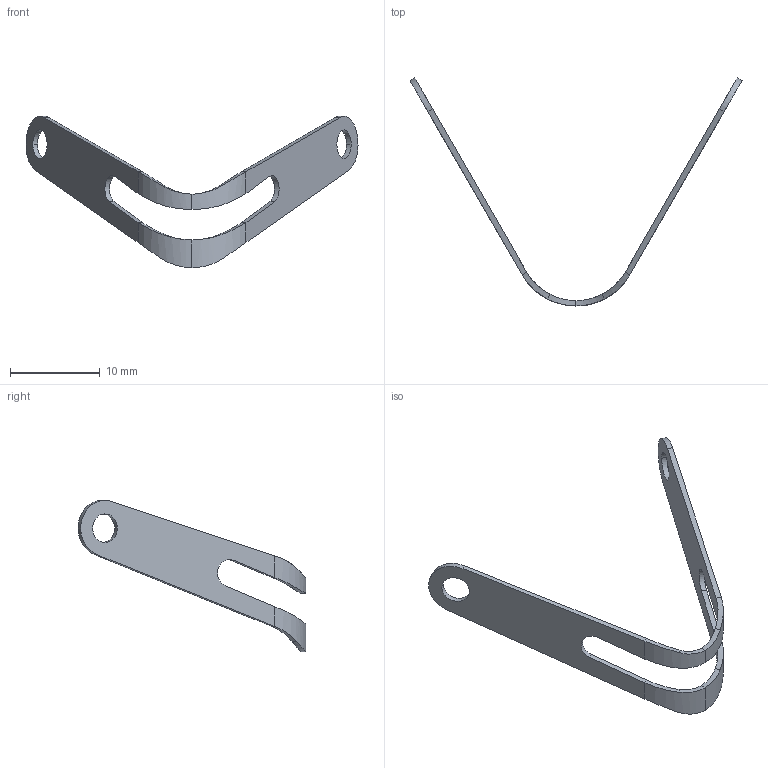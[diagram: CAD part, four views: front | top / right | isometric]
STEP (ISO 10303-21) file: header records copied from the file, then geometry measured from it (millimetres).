
FILE_DESCRIPTION(('produced by SPATIAL CORP'),'2;1');
FILE_NAME( 'part_3.prt.hh.sat.stp','2002-04-19T13:19:43+00:00',('SPATIAL CORP'),('SPATIAL CORP'), 'ACIS STEP Husk','http://www.spatial.com','SPATIAL CORP');
FILE_SCHEMA(('CONFIG_CONTROL_DESIGN'));
Length unit declared in the file: millimetre
Products named in the file (1): PRODUCT_ID_1
Bounding box: 37.01 x 25.4 x 16.87 mm (x, y, z)
Volume: 210.6 mm3; surface area: 838.3 mm2
Topology: 1 solids, 1 shells, 44 faces, 108 edges, 64 vertices
Faces by surface type: cylinder 16, bspline 16, plane 12
Entity records: 2189 total; most frequent: CARTESIAN_POINT 1296, ORIENTED_EDGE 216, DIRECTION 116, EDGE_CURVE 108, VERTEX_POINT 64, EDGE_LOOP 48, FACE_BOUND 48, ADVANCED_FACE 44
